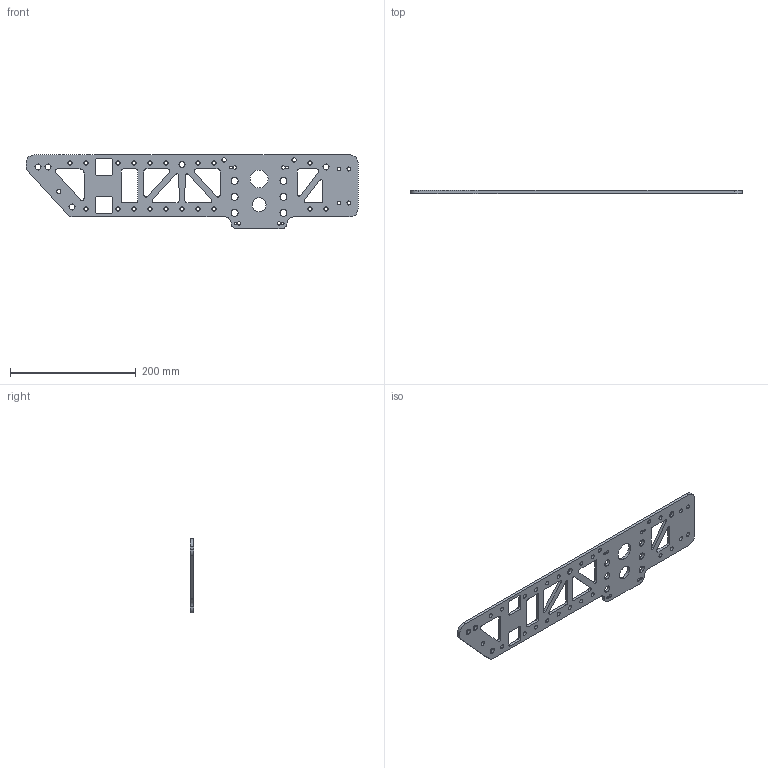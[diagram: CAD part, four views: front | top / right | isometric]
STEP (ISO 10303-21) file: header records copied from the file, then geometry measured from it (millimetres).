
FILE_DESCRIPTION (( 'STEP AP214' ), '1' );
FILE_NAME ('am-3319 Inside Plate.STEP', '2018-07-24T13:11:04', ( '' ), ( '' ), 'SwSTEP 2.0', 'SolidWorks 2018', '' );
FILE_SCHEMA (( 'AUTOMOTIVE_DESIGN' ));
Length unit declared in the file: inch
Products named in the file (1): am-3319 Inside Plate
Bounding box: 527.05 x 4.76 x 117.47 mm (x, y, z)
Volume: 178026.8 mm3; surface area: 92653.8 mm2
Topology: 1 solids, 1 shells, 181 faces, 537 edges, 358 vertices
Faces by surface type: cylinder 139, plane 42
Entity records: 6477 total; most frequent: DIRECTION 1179, CARTESIAN_POINT 1077, ORIENTED_EDGE 1074, EDGE_CURVE 537, AXIS2_PLACEMENT_3D 460, VERTEX_POINT 358, EDGE_LOOP 295, CIRCLE 278
